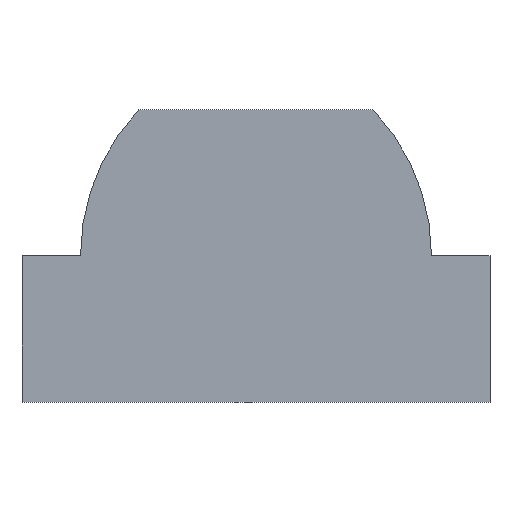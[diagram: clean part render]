
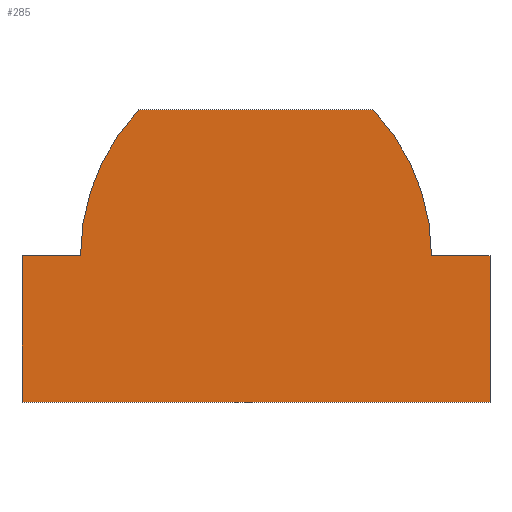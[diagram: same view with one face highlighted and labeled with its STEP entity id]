
A CAD part, top view. The second image highlights one B-rep face of the part: STEP entity #285.
In plain terms, the highlighted planar face has unit normal (0, 0, 1).
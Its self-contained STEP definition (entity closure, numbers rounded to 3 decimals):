
#24 = VERTEX_POINT('',#25);
#25 = CARTESIAN_POINT('',(-0.4,0.5,0.6));
#31 = EDGE_CURVE('',#24,#32,#34,.T.);
#32 = VERTEX_POINT('',#33);
#33 = CARTESIAN_POINT('',(-0.6,0.,0.6));
#34 = CIRCLE('',#35,0.725);
#35 = AXIS2_PLACEMENT_3D('',#36,#37,#38);
#36 = CARTESIAN_POINT('',(0.125,0.,0.6));
#37 = DIRECTION('',(0.,0.,1.));
#38 = DIRECTION('',(1.,0.,0.));
#66 = VERTEX_POINT('',#67);
#67 = CARTESIAN_POINT('',(-0.8,0.,0.6));
#73 = EDGE_CURVE('',#66,#32,#74,.T.);
#74 = LINE('',#75,#76);
#75 = CARTESIAN_POINT('',(-0.8,0.,0.6));
#76 = VECTOR('',#77,1.);
#77 = DIRECTION('',(1.,0.,0.));
#97 = VERTEX_POINT('',#98);
#98 = CARTESIAN_POINT('',(-0.8,-0.5,0.6));
#104 = EDGE_CURVE('',#97,#66,#105,.T.);
#105 = LINE('',#106,#107);
#106 = CARTESIAN_POINT('',(-0.8,-0.5,0.6));
#107 = VECTOR('',#108,1.);
#108 = DIRECTION('',(0.,1.,0.));
#126 = EDGE_CURVE('',#97,#127,#129,.T.);
#127 = VERTEX_POINT('',#128);
#128 = CARTESIAN_POINT('',(0.8,-0.5,0.6));
#129 = LINE('',#130,#131);
#130 = CARTESIAN_POINT('',(-0.8,-0.5,0.6));
#131 = VECTOR('',#132,1.);
#132 = DIRECTION('',(1.,0.,0.));
#157 = EDGE_CURVE('',#127,#158,#160,.T.);
#158 = VERTEX_POINT('',#159);
#159 = CARTESIAN_POINT('',(0.8,0.,0.6));
#160 = LINE('',#161,#162);
#161 = CARTESIAN_POINT('',(0.8,-0.5,0.6));
#162 = VECTOR('',#163,1.);
#163 = DIRECTION('',(0.,1.,0.));
#188 = EDGE_CURVE('',#158,#189,#191,.T.);
#189 = VERTEX_POINT('',#190);
#190 = CARTESIAN_POINT('',(0.6,0.,0.6));
#191 = LINE('',#192,#193);
#192 = CARTESIAN_POINT('',(0.8,0.,0.6));
#193 = VECTOR('',#194,1.);
#194 = DIRECTION('',(-1.,0.,0.));
#219 = EDGE_CURVE('',#189,#220,#222,.T.);
#220 = VERTEX_POINT('',#221);
#221 = CARTESIAN_POINT('',(0.4,0.5,0.6));
#222 = CIRCLE('',#223,0.725);
#223 = AXIS2_PLACEMENT_3D('',#224,#225,#226);
#224 = CARTESIAN_POINT('',(-0.125,0.,0.6));
#225 = DIRECTION('',(0.,0.,1.));
#226 = DIRECTION('',(1.,0.,0.));
#252 = EDGE_CURVE('',#24,#220,#253,.T.);
#253 = LINE('',#254,#255);
#254 = CARTESIAN_POINT('',(-0.4,0.5,0.6));
#255 = VECTOR('',#256,1.);
#256 = DIRECTION('',(1.,0.,0.));
#285 = ADVANCED_FACE('',(#286),#296,.T.);
#286 = FACE_BOUND('',#287,.T.);
#287 = EDGE_LOOP('',(#288,#289,#290,#291,#292,#293,#294,#295));
#288 = ORIENTED_EDGE('',*,*,#31,.T.);
#289 = ORIENTED_EDGE('',*,*,#73,.F.);
#290 = ORIENTED_EDGE('',*,*,#104,.F.);
#291 = ORIENTED_EDGE('',*,*,#126,.T.);
#292 = ORIENTED_EDGE('',*,*,#157,.T.);
#293 = ORIENTED_EDGE('',*,*,#188,.T.);
#294 = ORIENTED_EDGE('',*,*,#219,.T.);
#295 = ORIENTED_EDGE('',*,*,#252,.F.);
#296 = PLANE('',#297);
#297 = AXIS2_PLACEMENT_3D('',#298,#299,#300);
#298 = CARTESIAN_POINT('',(0.,-0.074,0.6));
#299 = DIRECTION('',(0.,0.,1.));
#300 = DIRECTION('',(1.,0.,0.));
